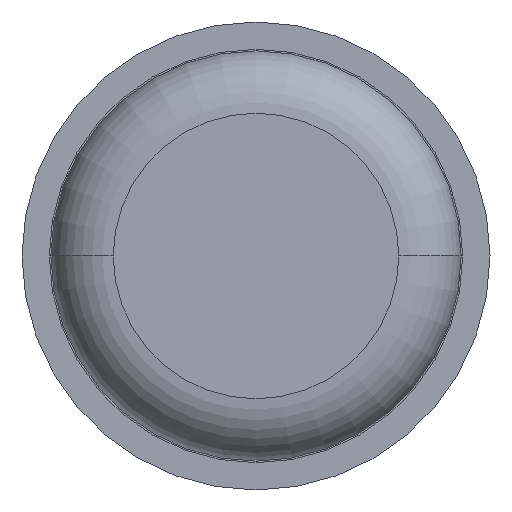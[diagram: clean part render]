
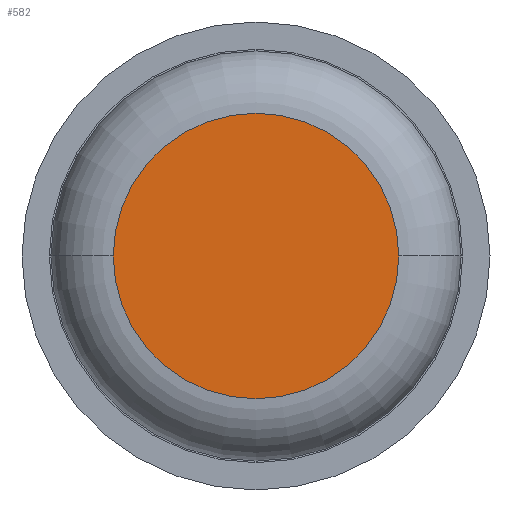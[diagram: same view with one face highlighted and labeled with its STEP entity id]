
A CAD part, front view. The second image highlights one B-rep face of the part: STEP entity #582.
In plain terms, the highlighted planar face has unit normal (0, -1, 0).
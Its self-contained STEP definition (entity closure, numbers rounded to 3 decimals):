
#235 = FACE_OUTER_BOUND ( 'NONE', #3612, .T. ) ;
#582 = ADVANCED_FACE ( 'Defeature ausgef�hrt1_6', ( #235 ), #1150, .F. ) ;
#1014 = DIRECTION ( 'NONE',  ( -1., 0., 0. ) ) ;
#1079 = ORIENTED_EDGE ( 'NONE', *, *, #2481, .T. ) ;
#1150 = PLANE ( 'NONE',  #2988 ) ;
#1209 = CARTESIAN_POINT ( 'NONE',  ( -0.915, 0., 0. ) ) ;
#1390 = CARTESIAN_POINT ( 'NONE',  ( 0., 0., 0. ) ) ;
#1571 = EDGE_CURVE ( 'Defeature ausgef�hrt1_6+Defeature ausgef�hrt1_7+Defeature ausgef�hrt1_7+Defeature ausgef�hrt1_7', #1837, #2317, #3312, .T. ) ;
#1837 = VERTEX_POINT ( 'NONE', #1209 ) ;
#2317 = VERTEX_POINT ( 'NONE', #4337 ) ;
#2346 = CARTESIAN_POINT ( 'NONE',  ( 0., 0., 0. ) ) ;
#2471 = CIRCLE ( 'NONE', #2790, 0.915 ) ;
#2481 = EDGE_CURVE ( 'Defeature ausgef�hrt1_6+Defeature ausgef�hrt1_7+Defeature ausgef�hrt1_7+Defeature ausgef�hrt1_7', #2317, #1837, #2471, .T. ) ;
#2790 = AXIS2_PLACEMENT_3D ( 'NONE', #2346, #4025, #1014 ) ;
#2816 = AXIS2_PLACEMENT_3D ( 'NONE', #1390, #4374, #4408 ) ;
#2988 = AXIS2_PLACEMENT_3D ( 'NONE', #3196, #3512, #4191 ) ;
#3065 = ORIENTED_EDGE ( 'NONE', *, *, #1571, .T. ) ;
#3196 = CARTESIAN_POINT ( 'NONE',  ( 0., 0., 0. ) ) ;
#3312 = CIRCLE ( 'NONE', #2816, 0.915 ) ;
#3512 = DIRECTION ( 'NONE',  ( 0., 1., 0. ) ) ;
#3612 = EDGE_LOOP ( 'NONE', ( #3065, #1079 ) ) ;
#4025 = DIRECTION ( 'NONE',  ( 0., -1., 0. ) ) ;
#4191 = DIRECTION ( 'NONE',  ( -1., 0., 0. ) ) ;
#4337 = CARTESIAN_POINT ( 'NONE',  ( 0.915, 0., 0. ) ) ;
#4374 = DIRECTION ( 'NONE',  ( 0., -1., 0. ) ) ;
#4408 = DIRECTION ( 'NONE',  ( -1., 0., 0. ) ) ;
